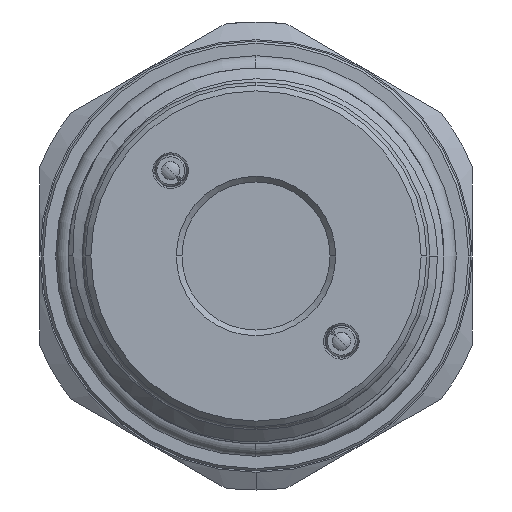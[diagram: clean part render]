
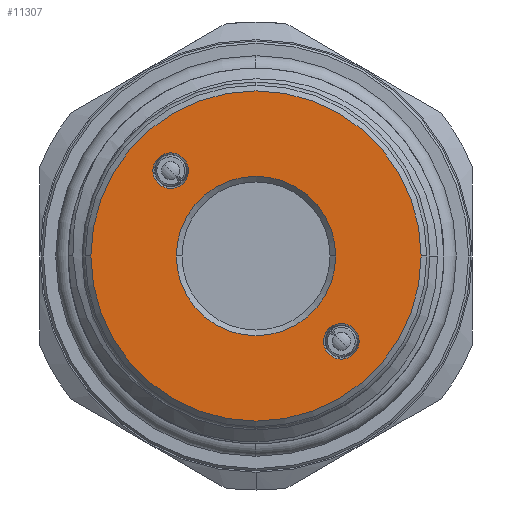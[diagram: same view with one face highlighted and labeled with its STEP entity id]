
A CAD part, left-side view. The second image highlights one B-rep face of the part: STEP entity #11307.
In plain terms, the highlighted planar face has unit normal (-1, 0, 0).
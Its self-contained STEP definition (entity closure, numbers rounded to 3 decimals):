
#147 = DIRECTION ( 'NONE',  ( 0., 0., -1. ) ) ;
#215 = CIRCLE ( 'NONE', #12758, 1.561 ) ;
#455 = AXIS2_PLACEMENT_3D ( 'NONE', #2782, #7014, #15339 ) ;
#507 = CARTESIAN_POINT ( 'NONE',  ( 0., -7.495, -5.935 ) ) ;
#517 = EDGE_CURVE ( 'NONE', #9880, #2408, #10748, .T. ) ;
#653 = DIRECTION ( 'NONE',  ( -1., 0., 0. ) ) ;
#758 = DIRECTION ( 'NONE',  ( 0., 1., 0. ) ) ;
#1856 = CARTESIAN_POINT ( 'NONE',  ( 0., 0., 0. ) ) ;
#2217 = DIRECTION ( 'NONE',  ( 1., 0., 0. ) ) ;
#2408 = VERTEX_POINT ( 'NONE', #16492 ) ;
#2616 = DIRECTION ( 'NONE',  ( -1., 0., 0. ) ) ;
#2679 = DIRECTION ( 'NONE',  ( 0., 1., 0. ) ) ;
#2782 = CARTESIAN_POINT ( 'NONE',  ( 0., 7.495, 7.495 ) ) ;
#2863 = ORIENTED_EDGE ( 'NONE', *, *, #11475, .F. ) ;
#2917 = DIRECTION ( 'NONE',  ( -1., 0., 0. ) ) ;
#3190 = CIRCLE ( 'NONE', #12066, 1.561 ) ;
#3587 = DIRECTION ( 'NONE',  ( 1., 0., 0. ) ) ;
#4132 = CARTESIAN_POINT ( 'NONE',  ( 0., -7., 0. ) ) ;
#4241 = EDGE_LOOP ( 'NONE', ( #9522, #13919 ) ) ;
#4417 = AXIS2_PLACEMENT_3D ( 'NONE', #7135, #2616, #2679 ) ;
#4748 = ORIENTED_EDGE ( 'NONE', *, *, #12259, .T. ) ;
#4836 = CARTESIAN_POINT ( 'NONE',  ( 0., 7.495, 5.935 ) ) ;
#5152 = ORIENTED_EDGE ( 'NONE', *, *, #14681, .F. ) ;
#5392 = CARTESIAN_POINT ( 'NONE',  ( 0., 14.5, 0. ) ) ;
#5497 = EDGE_LOOP ( 'NONE', ( #12334, #16396 ) ) ;
#5944 = CARTESIAN_POINT ( 'NONE',  ( 0., -7.495, -7.495 ) ) ;
#6249 = EDGE_LOOP ( 'NONE', ( #2863, #5152 ) ) ;
#6652 = FACE_BOUND ( 'NONE', #4241, .T. ) ;
#6961 = AXIS2_PLACEMENT_3D ( 'NONE', #10501, #653, #9100 ) ;
#7014 = DIRECTION ( 'NONE',  ( -1., 0., 0. ) ) ;
#7135 = CARTESIAN_POINT ( 'NONE',  ( 0., 0., 0. ) ) ;
#7593 = VERTEX_POINT ( 'NONE', #4836 ) ;
#7669 = CARTESIAN_POINT ( 'NONE',  ( 0., 0., 0. ) ) ;
#7682 = ORIENTED_EDGE ( 'NONE', *, *, #517, .T. ) ;
#7947 = AXIS2_PLACEMENT_3D ( 'NONE', #11575, #15738, #10016 ) ;
#8147 = EDGE_CURVE ( 'NONE', #13940, #18200, #14810, .T. ) ;
#8179 = EDGE_CURVE ( 'NONE', #18200, #13940, #10604, .T. ) ;
#8267 = CARTESIAN_POINT ( 'NONE',  ( 0., 7., 0. ) ) ;
#8284 = EDGE_CURVE ( 'NONE', #13190, #7593, #8648, .T. ) ;
#8648 = CIRCLE ( 'NONE', #455, 1.561 ) ;
#8897 = EDGE_CURVE ( 'NONE', #7593, #13190, #10160, .T. ) ;
#9100 = DIRECTION ( 'NONE',  ( 0., 0., 1. ) ) ;
#9197 = DIRECTION ( 'NONE',  ( 1., 0., 0. ) ) ;
#9522 = ORIENTED_EDGE ( 'NONE', *, *, #8179, .T. ) ;
#9880 = VERTEX_POINT ( 'NONE', #5392 ) ;
#10016 = DIRECTION ( 'NONE',  ( 0., 1., 0. ) ) ;
#10160 = CIRCLE ( 'NONE', #6961, 1.561 ) ;
#10414 = EDGE_LOOP ( 'NONE', ( #7682, #4748 ) ) ;
#10501 = CARTESIAN_POINT ( 'NONE',  ( 0., 7.495, 7.495 ) ) ;
#10534 = CARTESIAN_POINT ( 'NONE',  ( 0., 0., 0. ) ) ;
#10550 = CIRCLE ( 'NONE', #4417, 14.5 ) ;
#10554 = CARTESIAN_POINT ( 'NONE',  ( 0., 7.495, 9.056 ) ) ;
#10604 = CIRCLE ( 'NONE', #17243, 7. ) ;
#10748 = CIRCLE ( 'NONE', #7947, 14.5 ) ;
#11049 = VERTEX_POINT ( 'NONE', #507 ) ;
#11307 = ADVANCED_FACE ( 'NONE', ( #6652, #14154, #15048, #16596 ), #15454, .F. ) ;
#11475 = EDGE_CURVE ( 'NONE', #14752, #11049, #215, .T. ) ;
#11575 = CARTESIAN_POINT ( 'NONE',  ( 0., 0., 0. ) ) ;
#12066 = AXIS2_PLACEMENT_3D ( 'NONE', #16461, #12214, #18021 ) ;
#12214 = DIRECTION ( 'NONE',  ( -1., 0., 0. ) ) ;
#12259 = EDGE_CURVE ( 'NONE', #2408, #9880, #10550, .T. ) ;
#12334 = ORIENTED_EDGE ( 'NONE', *, *, #8284, .F. ) ;
#12758 = AXIS2_PLACEMENT_3D ( 'NONE', #5944, #2917, #147 ) ;
#13190 = VERTEX_POINT ( 'NONE', #10554 ) ;
#13376 = DIRECTION ( 'NONE',  ( 0., 1., 0. ) ) ;
#13919 = ORIENTED_EDGE ( 'NONE', *, *, #8147, .T. ) ;
#13940 = VERTEX_POINT ( 'NONE', #8267 ) ;
#14056 = AXIS2_PLACEMENT_3D ( 'NONE', #1856, #2217, #16035 ) ;
#14154 = FACE_OUTER_BOUND ( 'NONE', #10414, .T. ) ;
#14681 = EDGE_CURVE ( 'NONE', #11049, #14752, #3190, .T. ) ;
#14752 = VERTEX_POINT ( 'NONE', #15721 ) ;
#14810 = CIRCLE ( 'NONE', #16905, 7. ) ;
#15048 = FACE_BOUND ( 'NONE', #5497, .T. ) ;
#15339 = DIRECTION ( 'NONE',  ( 0., 0., 1. ) ) ;
#15454 = PLANE ( 'NONE',  #14056 ) ;
#15721 = CARTESIAN_POINT ( 'NONE',  ( 0., -7.495, -9.056 ) ) ;
#15738 = DIRECTION ( 'NONE',  ( -1., 0., 0. ) ) ;
#16035 = DIRECTION ( 'NONE',  ( 0., 1., 0. ) ) ;
#16396 = ORIENTED_EDGE ( 'NONE', *, *, #8897, .F. ) ;
#16461 = CARTESIAN_POINT ( 'NONE',  ( 0., -7.495, -7.495 ) ) ;
#16492 = CARTESIAN_POINT ( 'NONE',  ( 0., -14.5, 0. ) ) ;
#16596 = FACE_BOUND ( 'NONE', #6249, .T. ) ;
#16905 = AXIS2_PLACEMENT_3D ( 'NONE', #10534, #3587, #758 ) ;
#17243 = AXIS2_PLACEMENT_3D ( 'NONE', #7669, #9197, #13376 ) ;
#18021 = DIRECTION ( 'NONE',  ( 0., 0., -1. ) ) ;
#18200 = VERTEX_POINT ( 'NONE', #4132 ) ;
